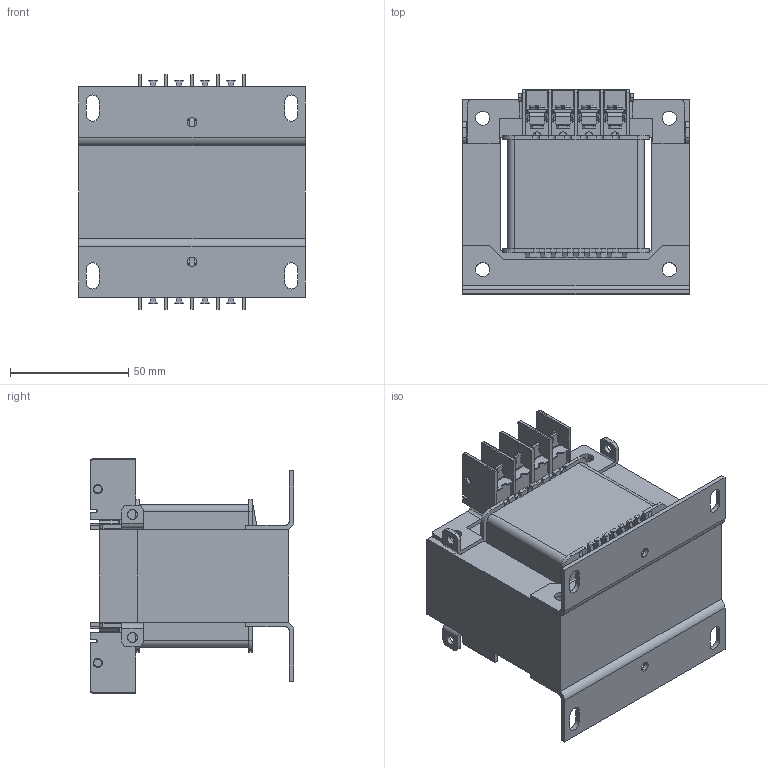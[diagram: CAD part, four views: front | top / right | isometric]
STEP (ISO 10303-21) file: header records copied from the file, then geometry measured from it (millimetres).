
FILE_DESCRIPTION (( 'STEP AP214' ), '1' );
FILE_NAME ('SP250PR.step', '2019-03-27T13:33:10', ( '' ), ( '' ), 'SwSTEP 2.0', 'SolidWorks 2018', '' );
FILE_SCHEMA (( 'AUTOMOTIVE_DESIGN' ));
Length unit declared in the file: inch
Products named in the file (1): SP250PR
Bounding box: 96 x 86.25 x 99 mm (x, y, z)
Volume: 395660.1 mm3; surface area: 117851.6 mm2
Topology: 41 solids, 41 shells, 3222 faces, 8960 edges, 5750 vertices
Faces by surface type: plane 1990, cylinder 934, bspline 260, cone 38
Entity records: 128292 total; most frequent: CARTESIAN_POINT 48796, ORIENTED_EDGE 17792, DIRECTION 14562, EDGE_CURVE 8896, VECTOR 5966, LINE 5966, VERTEX_POINT 5750, AXIS2_PLACEMENT_3D 4298
